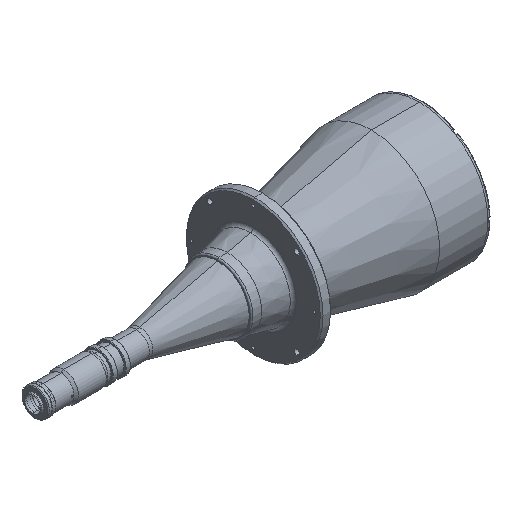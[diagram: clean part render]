
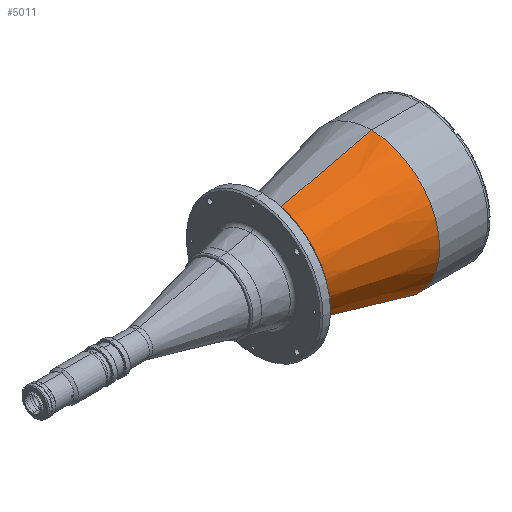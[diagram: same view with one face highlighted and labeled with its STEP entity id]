
A CAD part, isometric view. The second image highlights one B-rep face of the part: STEP entity #5011.
In plain terms, the highlighted conical face has half-angle 13.358 degrees and reference radius 50 mm.
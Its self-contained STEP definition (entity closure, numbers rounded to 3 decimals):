
#173 = ORIENTED_EDGE ( 'NONE', *, *, #5634, .F. ) ;
#638 = CIRCLE ( 'NONE', #4316, 100. ) ;
#901 = DIRECTION ( 'NONE',  ( -1., 0., 0. ) ) ;
#2014 = DIRECTION ( 'NONE',  ( 0.973, 0., -0.231 ) ) ;
#2281 = VERTEX_POINT ( 'NONE', #3919 ) ;
#2293 = CARTESIAN_POINT ( 'NONE',  ( 194.424, 0., 50. ) ) ;
#2861 = EDGE_CURVE ( 'NONE', #7458, #2281, #638, .T. ) ;
#2969 = CONICAL_SURFACE ( 'NONE', #4024, 50., 0.233 ) ;
#3228 = ORIENTED_EDGE ( 'NONE', *, *, #3382, .F. ) ;
#3382 = EDGE_CURVE ( 'NONE', #6613, #2281, #3812, .T. ) ;
#3428 = DIRECTION ( 'NONE',  ( -1., 0., 0. ) ) ;
#3581 = LINE ( 'NONE', #6877, #5422 ) ;
#3812 = LINE ( 'NONE', #2293, #5447 ) ;
#3919 = CARTESIAN_POINT ( 'NONE',  ( 404.982, 0., 100. ) ) ;
#4024 = AXIS2_PLACEMENT_3D ( 'NONE', #5806, #8610, #4462 ) ;
#4316 = AXIS2_PLACEMENT_3D ( 'NONE', #5046, #901, #5749 ) ;
#4462 = DIRECTION ( 'NONE',  ( 0., 0., -1. ) ) ;
#5011 = ADVANCED_FACE ( 'NONE', ( #5883 ), #2969, .T. ) ;
#5046 = CARTESIAN_POINT ( 'NONE',  ( 404.982, 0., 0. ) ) ;
#5422 = VECTOR ( 'NONE', #2014, 1000. ) ;
#5447 = VECTOR ( 'NONE', #7140, 1000. ) ;
#5634 = EDGE_CURVE ( 'NONE', #7884, #6613, #6523, .T. ) ;
#5637 = AXIS2_PLACEMENT_3D ( 'NONE', #7588, #3428, #8307 ) ;
#5749 = DIRECTION ( 'NONE',  ( 0., 0., 1. ) ) ;
#5806 = CARTESIAN_POINT ( 'NONE',  ( 194.424, 0., 0. ) ) ;
#5883 = FACE_OUTER_BOUND ( 'NONE', #8445, .T. ) ;
#5930 = ORIENTED_EDGE ( 'NONE', *, *, #2861, .T. ) ;
#6003 = CARTESIAN_POINT ( 'NONE',  ( 404.982, 0., -100. ) ) ;
#6072 = EDGE_CURVE ( 'NONE', #7884, #7458, #3581, .T. ) ;
#6523 = CIRCLE ( 'NONE', #5637, 63.995 ) ;
#6613 = VERTEX_POINT ( 'NONE', #7763 ) ;
#6877 = CARTESIAN_POINT ( 'NONE',  ( 194.424, 0., -50. ) ) ;
#7140 = DIRECTION ( 'NONE',  ( 0.973, 0., 0.231 ) ) ;
#7458 = VERTEX_POINT ( 'NONE', #6003 ) ;
#7588 = CARTESIAN_POINT ( 'NONE',  ( 253.358, 0., 0. ) ) ;
#7763 = CARTESIAN_POINT ( 'NONE',  ( 253.358, 0., 63.995 ) ) ;
#7884 = VERTEX_POINT ( 'NONE', #8942 ) ;
#7936 = ORIENTED_EDGE ( 'NONE', *, *, #6072, .T. ) ;
#8307 = DIRECTION ( 'NONE',  ( 0., 0., 1. ) ) ;
#8445 = EDGE_LOOP ( 'NONE', ( #3228, #173, #7936, #5930 ) ) ;
#8610 = DIRECTION ( 'NONE',  ( 1., 0., 0. ) ) ;
#8942 = CARTESIAN_POINT ( 'NONE',  ( 253.358, 0., -63.995 ) ) ;
